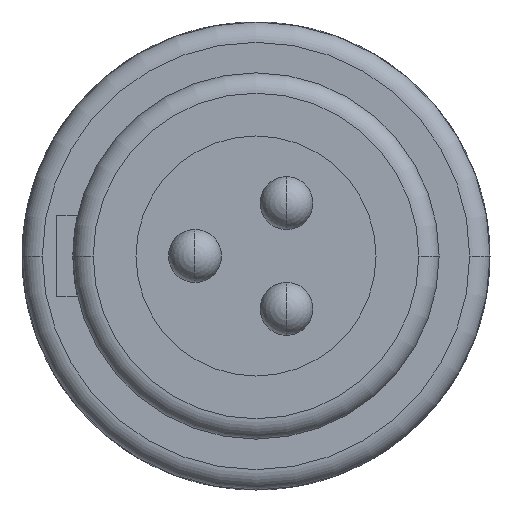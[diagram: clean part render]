
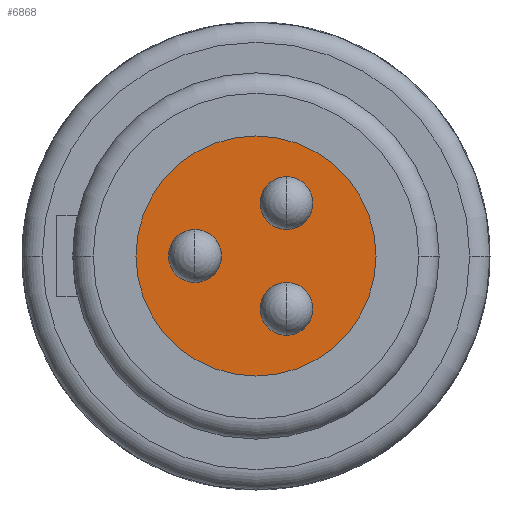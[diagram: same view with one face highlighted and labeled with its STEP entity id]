
A CAD part, left-side view. The second image highlights one B-rep face of the part: STEP entity #6868.
In plain terms, the highlighted planar face has unit normal (-1, 0, 0).
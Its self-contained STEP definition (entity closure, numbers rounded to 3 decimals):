
#3282=CARTESIAN_POINT('',(-3.,0.,0.));
#3283=DIRECTION('',(-1.,0.,0.));
#3284=DIRECTION('',(0.,1.,0.));
#3285=AXIS2_PLACEMENT_3D('',#3282,#3283,#3284);
#3407=CARTESIAN_POINT('',(-3.,0.,0.));
#3408=DIRECTION('',(-1.,0.,0.));
#3409=DIRECTION('',(0.,-1.,0.));
#3410=AXIS2_PLACEMENT_3D('',#3407,#3408,#3409);
#3417=CARTESIAN_POINT('',(-3.,-0.75,1.299));
#3418=DIRECTION('',(-1.,0.,0.));
#3419=DIRECTION('',(0.,0.,1.));
#3420=AXIS2_PLACEMENT_3D('',#3417,#3418,#3419);
#3422=CARTESIAN_POINT('',(-3.,-0.75,1.299));
#3423=DIRECTION('',(-1.,0.,0.));
#3424=DIRECTION('',(0.,0.,-1.));
#3425=AXIS2_PLACEMENT_3D('',#3422,#3423,#3424);
#3427=CARTESIAN_POINT('',(-3.,1.5,0.));
#3428=DIRECTION('',(-1.,0.,0.));
#3429=DIRECTION('',(0.,0.,1.));
#3430=AXIS2_PLACEMENT_3D('',#3427,#3428,#3429);
#3432=CARTESIAN_POINT('',(-3.,1.5,0.));
#3433=DIRECTION('',(-1.,0.,0.));
#3434=DIRECTION('',(0.,0.,-1.));
#3435=AXIS2_PLACEMENT_3D('',#3432,#3433,#3434);
#3437=CARTESIAN_POINT('',(-3.,-0.75,-1.299));
#3438=DIRECTION('',(-1.,0.,0.));
#3439=DIRECTION('',(0.,0.,1.));
#3440=AXIS2_PLACEMENT_3D('',#3437,#3438,#3439);
#3442=CARTESIAN_POINT('',(-3.,-0.75,-1.299));
#3443=DIRECTION('',(-1.,0.,0.));
#3444=DIRECTION('',(0.,0.,-1.));
#3445=AXIS2_PLACEMENT_3D('',#3442,#3443,#3444);
#4399=CARTESIAN_POINT('',(-3.,-2.95,0.));
#4400=CARTESIAN_POINT('',(-3.,2.95,0.));
#4401=VERTEX_POINT('',#4399);
#4402=VERTEX_POINT('',#4400);
#4495=CARTESIAN_POINT('',(-3.,-0.75,1.949));
#4496=CARTESIAN_POINT('',(-3.,-0.75,0.649));
#4497=VERTEX_POINT('',#4495);
#4498=VERTEX_POINT('',#4496);
#4499=CARTESIAN_POINT('',(-3.,1.5,0.65));
#4500=CARTESIAN_POINT('',(-3.,1.5,-0.65));
#4501=VERTEX_POINT('',#4499);
#4502=VERTEX_POINT('',#4500);
#4503=CARTESIAN_POINT('',(-3.,-0.75,-0.649));
#4504=CARTESIAN_POINT('',(-3.,-0.75,-1.949));
#4505=VERTEX_POINT('',#4503);
#4506=VERTEX_POINT('',#4504);
#6841=CARTESIAN_POINT('',(-3.,0.,0.));
#6842=DIRECTION('',(1.,0.,0.));
#6843=DIRECTION('',(0.,0.,-1.));
#6844=AXIS2_PLACEMENT_3D('',#6841,#6842,#6843);
#6845=PLANE('',#6844);
#6846=ORIENTED_EDGE('',*,*,#6825,.F.);
#6847=ORIENTED_EDGE('',*,*,#6672,.F.);
#6848=EDGE_LOOP('',(#6846,#6847));
#6849=FACE_OUTER_BOUND('',#6848,.F.);
#6851=ORIENTED_EDGE('',*,*,#6850,.T.);
#6853=ORIENTED_EDGE('',*,*,#6852,.T.);
#6854=EDGE_LOOP('',(#6851,#6853));
#6855=FACE_BOUND('',#6854,.F.);
#6857=ORIENTED_EDGE('',*,*,#6856,.T.);
#6859=ORIENTED_EDGE('',*,*,#6858,.T.);
#6860=EDGE_LOOP('',(#6857,#6859));
#6861=FACE_BOUND('',#6860,.F.);
#6863=ORIENTED_EDGE('',*,*,#6862,.T.);
#6865=ORIENTED_EDGE('',*,*,#6864,.T.);
#6866=EDGE_LOOP('',(#6863,#6865));
#6867=FACE_BOUND('',#6866,.F.);
#3286=CIRCLE('',#3285,2.95);
#3411=CIRCLE('',#3410,2.95);
#3421=CIRCLE('',#3420,0.65);
#3426=CIRCLE('',#3425,0.65);
#3431=CIRCLE('',#3430,0.65);
#3436=CIRCLE('',#3435,0.65);
#3441=CIRCLE('',#3440,0.65);
#3446=CIRCLE('',#3445,0.65);
#6672=EDGE_CURVE('',#4402,#4401,#3286,.T.);
#6825=EDGE_CURVE('',#4401,#4402,#3411,.T.);
#6850=EDGE_CURVE('',#4497,#4498,#3421,.T.);
#6852=EDGE_CURVE('',#4498,#4497,#3426,.T.);
#6856=EDGE_CURVE('',#4501,#4502,#3431,.T.);
#6858=EDGE_CURVE('',#4502,#4501,#3436,.T.);
#6862=EDGE_CURVE('',#4505,#4506,#3441,.T.);
#6864=EDGE_CURVE('',#4506,#4505,#3446,.T.);
#6868=ADVANCED_FACE('',(#6849,#6855,#6861,#6867),#6845,.F.);
